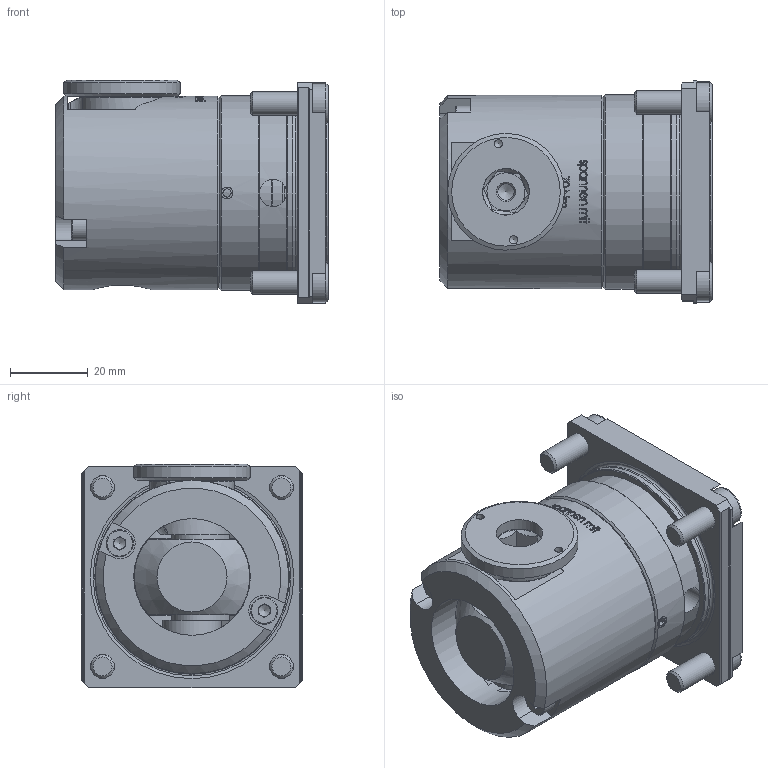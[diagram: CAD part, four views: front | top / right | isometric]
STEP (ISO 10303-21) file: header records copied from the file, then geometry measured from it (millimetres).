
FILE_DESCRIPTION (( 'STEP AP214' ), '1' );
FILE_NAME ('U50.PS5.BER.008.STEP', '2019-07-02T07:13:25', ( '' ), ( '' ), 'SwSTEP 2.0', 'SolidWorks 2017', '' );
FILE_SCHEMA (( 'AUTOMOTIVE_DESIGN' ));
Length unit declared in the file: millimetre
Products named in the file (19): 986.19200.000.1; O-Ring_1.50-AD15.00; U50-PS5.BER.042_B; ISO 4026 - M5 x 5; 18513_Zugfeder_0.32x1.80x21; U50-PS5.029.008_C; 765.18513.001.0.05; DIN 3771 - 17x2; U50.PS5.BER.008; U50-PS5.BER.005_A; 786.19200.106.0; 763.18513.001.1; ISO 8752 3x10; DIN 7984 - M6 x 16; ISO 4762 - M4 x 40_PreviewCfg; U50-PS5.BER.003_A; O-Ring_1.50-AD31.50; O-Ring_1.50-AD20.00; 777.18513.002.1.01.01.01
Assembly tree (28 placements, depth 3):
  U50.PS5.BER.008
    U50-PS5.029.008_C
    U50-PS5.BER.042_B
    ISO 4762 - M4 x 40_PreviewCfg  x2
    DIN 7984 - M6 x 16  x4
    U50-PS5.BER.003_A
    986.19200.000.1
      777.18513.002.1.01.01.01  x2
      765.18513.001.0.05  x6
      O-Ring_1.50-AD31.50
      O-Ring_1.50-AD20.00
      O-Ring_1.50-AD15.00
      763.18513.001.1
      18513_Zugfeder_0.32x1.80x21
      786.19200.106.0
    U50-PS5.BER.005_A
    DIN 3771 - 17x2
    ISO 4026 - M5 x 5
    ISO 8752 3x10
Bounding box: 70 x 57 x 57.5 mm (x, y, z)
Volume: 111136.4 mm3; surface area: 52867 mm2
Topology: 27 solids, 27 shells, 754 faces, 2061 edges, 1374 vertices
Faces by surface type: plane 292, cylinder 180, cone 141, bspline 116, torus 23, sphere 2
Full cylindrical faces by diameter (mm): 2.1 x2, 3 x3, 3.3 x2, 4 x2, 4.17 x3, 4.2 x7, 5 x1, 6 x4, 6.2 x4, 7 x3, 7.1 x1, 9.8 x1, 10 x4, 12 x1, 12.8 x2, 12.9 x1, 13 x2, 14.95 x1, 15 x3, 15.8 x1, 17.8 x2, 19 x1, 19.7 x1, 20 x4, 20.7 x1, 21 x1, 26 x1, 29.3 x1, 30 x3, 31.5 x2
Entity records: 24095 total; most frequent: CARTESIAN_POINT 9971, ORIENTED_EDGE 2152, DIRECTION 2025, EDGE_CURVE 1076, VERTEX_POINT 831, AXIS2_PLACEMENT_3D 813, EDGE_LOOP 681, FACE_OUTER_BOUND 558
